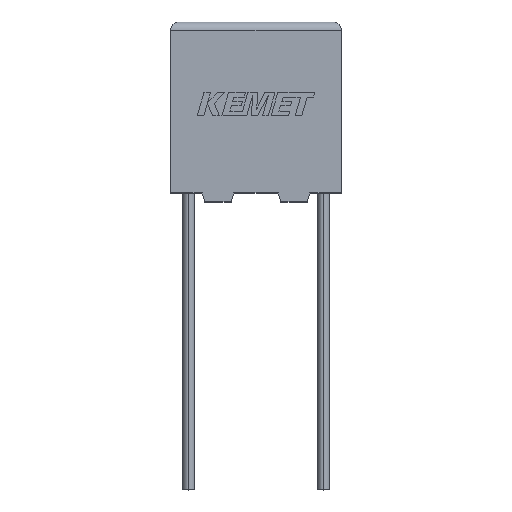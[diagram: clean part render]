
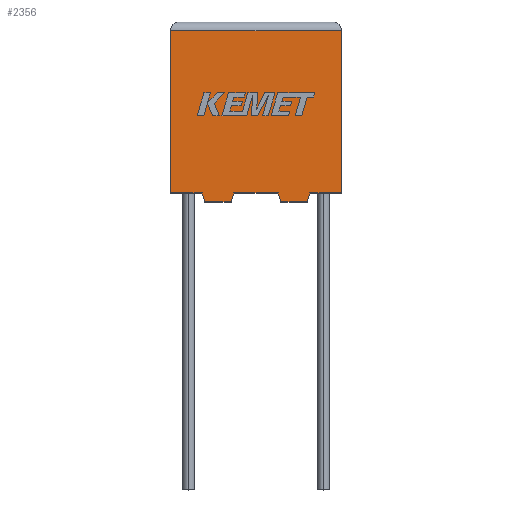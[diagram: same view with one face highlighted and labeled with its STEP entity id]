
A CAD part, top view. The second image highlights one B-rep face of the part: STEP entity #2356.
In plain terms, the highlighted planar face has unit normal (0, 0, 1).
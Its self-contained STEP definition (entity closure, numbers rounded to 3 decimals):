
#11 = DIRECTION ( 'NONE',  ( 0., 1., 0. ) ) ;
#73 = VECTOR ( 'NONE', #2552, 1000. ) ;
#78 = VECTOR ( 'NONE', #2282, 1000. ) ;
#89 = ORIENTED_EDGE ( 'NONE', *, *, #2209, .T. ) ;
#90 = ORIENTED_EDGE ( 'NONE', *, *, #588, .T. ) ;
#97 = ORIENTED_EDGE ( 'NONE', *, *, #1462, .T. ) ;
#143 = ORIENTED_EDGE ( 'NONE', *, *, #1979, .F. ) ;
#214 = VERTEX_POINT ( 'NONE', #1918 ) ;
#233 = LINE ( 'NONE', #493, #1293 ) ;
#264 = EDGE_CURVE ( 'NONE', #2876, #214, #1297, .T. ) ;
#319 = VERTEX_POINT ( 'NONE', #1185 ) ;
#334 = CARTESIAN_POINT ( 'NONE',  ( 7.74, 0., 4.5 ) ) ;
#338 = CARTESIAN_POINT ( 'NONE',  ( 0., 9., 4.5 ) ) ;
#381 = EDGE_CURVE ( 'NONE', #3228, #858, #233, .T. ) ;
#392 = CARTESIAN_POINT ( 'NONE',  ( 3.514, 0., 4.5 ) ) ;
#408 = VERTEX_POINT ( 'NONE', #1258 ) ;
#493 = CARTESIAN_POINT ( 'NONE',  ( 0., 0., 4.5 ) ) ;
#497 = CARTESIAN_POINT ( 'NONE',  ( 5.986, 0., 4.5 ) ) ;
#520 = CARTESIAN_POINT ( 'NONE',  ( 3.364, -0.5, 4.5 ) ) ;
#525 = EDGE_CURVE ( 'NONE', #590, #408, #1013, .T. ) ;
#534 = VECTOR ( 'NONE', #1344, 1000. ) ;
#537 = DIRECTION ( 'NONE',  ( 0., -1., 0. ) ) ;
#588 = EDGE_CURVE ( 'NONE', #718, #319, #1210, .T. ) ;
#590 = VERTEX_POINT ( 'NONE', #2610 ) ;
#640 = CARTESIAN_POINT ( 'NONE',  ( 9.5, 9., 4.5 ) ) ;
#680 = ORIENTED_EDGE ( 'NONE', *, *, #862, .T. ) ;
#683 = DIRECTION ( 'NONE',  ( 1., 0., 0. ) ) ;
#718 = VERTEX_POINT ( 'NONE', #640 ) ;
#807 = VECTOR ( 'NONE', #11, 1000. ) ;
#812 = VECTOR ( 'NONE', #683, 1000. ) ;
#838 = ORIENTED_EDGE ( 'NONE', *, *, #1932, .T. ) ;
#858 = VERTEX_POINT ( 'NONE', #2753 ) ;
#862 = EDGE_CURVE ( 'NONE', #408, #718, #2761, .T. ) ;
#868 = DIRECTION ( 'NONE',  ( 1., 0., 0. ) ) ;
#870 = AXIS2_PLACEMENT_3D ( 'NONE', #3234, #3210, #1738 ) ;
#997 = VERTEX_POINT ( 'NONE', #1775 ) ;
#1013 = LINE ( 'NONE', #1287, #73 ) ;
#1018 = VECTOR ( 'NONE', #537, 1000. ) ;
#1061 = VECTOR ( 'NONE', #868, 1000. ) ;
#1065 = DIRECTION ( 'NONE',  ( -0.287, 0.958, 0. ) ) ;
#1130 = LINE ( 'NONE', #520, #2801 ) ;
#1185 = CARTESIAN_POINT ( 'NONE',  ( 0., 9., 4.5 ) ) ;
#1210 = LINE ( 'NONE', #338, #534 ) ;
#1258 = CARTESIAN_POINT ( 'NONE',  ( 9.5, 0., 4.5 ) ) ;
#1287 = CARTESIAN_POINT ( 'NONE',  ( 0., 0., 4.5 ) ) ;
#1293 = VECTOR ( 'NONE', #2252, 1000. ) ;
#1297 = LINE ( 'NONE', #2683, #812 ) ;
#1344 = DIRECTION ( 'NONE',  ( -1., 0., 0. ) ) ;
#1390 = LINE ( 'NONE', #1643, #1061 ) ;
#1462 = EDGE_CURVE ( 'NONE', #1466, #2822, #1390, .T. ) ;
#1466 = VERTEX_POINT ( 'NONE', #392 ) ;
#1487 = ORIENTED_EDGE ( 'NONE', *, *, #2688, .F. ) ;
#1492 = DIRECTION ( 'NONE',  ( -1., 0., 0. ) ) ;
#1615 = ORIENTED_EDGE ( 'NONE', *, *, #264, .T. ) ;
#1643 = CARTESIAN_POINT ( 'NONE',  ( 0., 0., 4.5 ) ) ;
#1738 = DIRECTION ( 'NONE',  ( -1., 0., 0. ) ) ;
#1761 = DIRECTION ( 'NONE',  ( 0.287, 0.958, 0. ) ) ;
#1775 = CARTESIAN_POINT ( 'NONE',  ( 7.59, -0.5, 4.5 ) ) ;
#1796 = CARTESIAN_POINT ( 'NONE',  ( 1.91, -0.5, 4.5 ) ) ;
#1825 = FACE_OUTER_BOUND ( 'NONE', #1858, .T. ) ;
#1858 = EDGE_LOOP ( 'NONE', ( #680, #90, #838, #2090, #89, #1615, #1920, #97, #143, #1487, #3180, #2629 ) ) ;
#1869 = CARTESIAN_POINT ( 'NONE',  ( 6.136, -0.5, 4.5 ) ) ;
#1918 = CARTESIAN_POINT ( 'NONE',  ( 3.364, -0.5, 4.5 ) ) ;
#1920 = ORIENTED_EDGE ( 'NONE', *, *, #2484, .T. ) ;
#1932 = EDGE_CURVE ( 'NONE', #319, #3228, #2224, .T. ) ;
#1954 = LINE ( 'NONE', #2921, #2730 ) ;
#1956 = EDGE_CURVE ( 'NONE', #590, #997, #2501, .T. ) ;
#1973 = PLANE ( 'NONE',  #870 ) ;
#1979 = EDGE_CURVE ( 'NONE', #2750, #2822, #3171, .T. ) ;
#2003 = CARTESIAN_POINT ( 'NONE',  ( 7.59, -0.5, 4.5 ) ) ;
#2090 = ORIENTED_EDGE ( 'NONE', *, *, #381, .T. ) ;
#2157 = VECTOR ( 'NONE', #1065, 1000. ) ;
#2209 = EDGE_CURVE ( 'NONE', #858, #2876, #1954, .T. ) ;
#2224 = LINE ( 'NONE', #3027, #1018 ) ;
#2244 = CARTESIAN_POINT ( 'NONE',  ( 9.5, 0., 4.5 ) ) ;
#2252 = DIRECTION ( 'NONE',  ( 1., 0., 0. ) ) ;
#2282 = DIRECTION ( 'NONE',  ( -0.287, -0.958, 0. ) ) ;
#2287 = VECTOR ( 'NONE', #1492, 1000. ) ;
#2356 = ADVANCED_FACE ( 'NONE', ( #1825 ), #1973, .F. ) ;
#2438 = CARTESIAN_POINT ( 'NONE',  ( 0., 0., 4.5 ) ) ;
#2484 = EDGE_CURVE ( 'NONE', #214, #1466, #1130, .T. ) ;
#2501 = LINE ( 'NONE', #334, #78 ) ;
#2552 = DIRECTION ( 'NONE',  ( 1., 0., 0. ) ) ;
#2610 = CARTESIAN_POINT ( 'NONE',  ( 7.74, 0., 4.5 ) ) ;
#2629 = ORIENTED_EDGE ( 'NONE', *, *, #525, .T. ) ;
#2683 = CARTESIAN_POINT ( 'NONE',  ( 1.91, -0.5, 4.5 ) ) ;
#2688 = EDGE_CURVE ( 'NONE', #997, #2750, #2957, .T. ) ;
#2730 = VECTOR ( 'NONE', #2910, 1000. ) ;
#2750 = VERTEX_POINT ( 'NONE', #1869 ) ;
#2753 = CARTESIAN_POINT ( 'NONE',  ( 1.76, 0., 4.5 ) ) ;
#2761 = LINE ( 'NONE', #2244, #807 ) ;
#2801 = VECTOR ( 'NONE', #1761, 1000. ) ;
#2822 = VERTEX_POINT ( 'NONE', #497 ) ;
#2876 = VERTEX_POINT ( 'NONE', #1796 ) ;
#2910 = DIRECTION ( 'NONE',  ( 0.287, -0.958, 0. ) ) ;
#2921 = CARTESIAN_POINT ( 'NONE',  ( 1.76, 0., 4.5 ) ) ;
#2957 = LINE ( 'NONE', #2003, #2287 ) ;
#3027 = CARTESIAN_POINT ( 'NONE',  ( 0., 0., 4.5 ) ) ;
#3074 = CARTESIAN_POINT ( 'NONE',  ( 6.136, -0.5, 4.5 ) ) ;
#3171 = LINE ( 'NONE', #3074, #2157 ) ;
#3180 = ORIENTED_EDGE ( 'NONE', *, *, #1956, .F. ) ;
#3210 = DIRECTION ( 'NONE',  ( 0., 0., -1. ) ) ;
#3228 = VERTEX_POINT ( 'NONE', #2438 ) ;
#3234 = CARTESIAN_POINT ( 'NONE',  ( 0., 0., 4.5 ) ) ;
